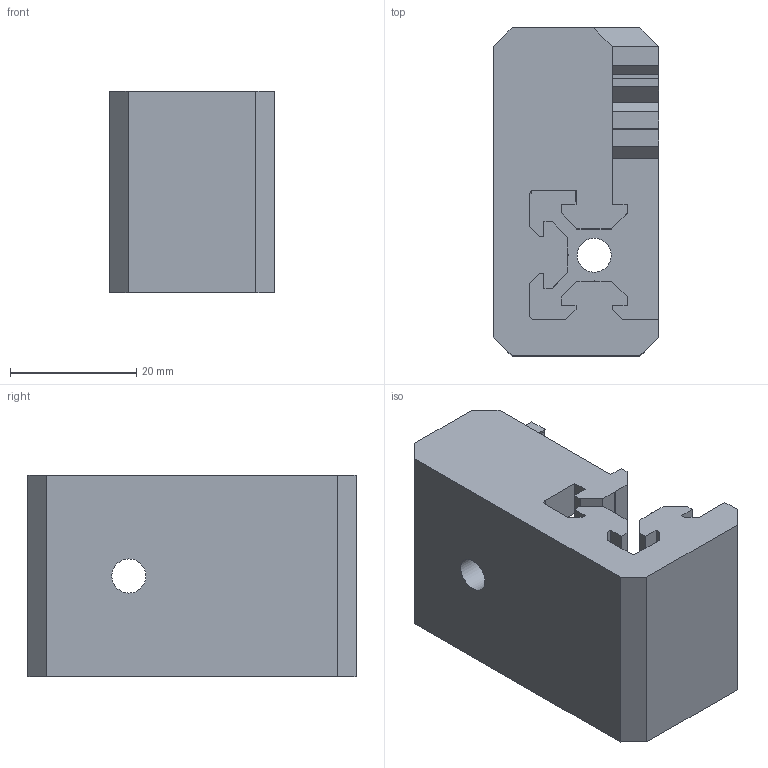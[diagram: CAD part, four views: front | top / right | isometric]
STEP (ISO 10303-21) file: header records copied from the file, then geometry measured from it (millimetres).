
FILE_DESCRIPTION(/* description */ (''),/* implementation_level */ '2;1');
FILE_NAME(/* name */ 'frontYbrace short v9.step',/* time_stamp */ '2018-10-20T21:30:45-04:00',/* author */ ('dougwolfejr'),/* organization */ (''),/* preprocessor_version */ 'ST-DEVELOPER v17.2',/* originating_system */ 'Autodesk Translation Framework v7.6.0.251',/* authorisation */ '');
FILE_SCHEMA (('AUTOMOTIVE_DESIGN { 1 0 10303 214 3 1 1 }'));
Length unit declared in the file: millimetre
Products named in the file (1): frontYbrace short
Bounding box: 26.25 x 52 x 32 mm (x, y, z)
Volume: 28047.1 mm3; surface area: 11439.4 mm2
Topology: 1 solids, 1 shells, 113 faces, 335 edges, 221 vertices
Faces by surface type: plane 103, cylinder 10
Full cylindrical faces by diameter (mm): 5.4 x2
Entity records: 3770 total; most frequent: CARTESIAN_POINT 691, ORIENTED_EDGE 670, DIRECTION 584, EDGE_CURVE 335, LINE 308, VECTOR 308, VERTEX_POINT 221, AXIS2_PLACEMENT_3D 138
